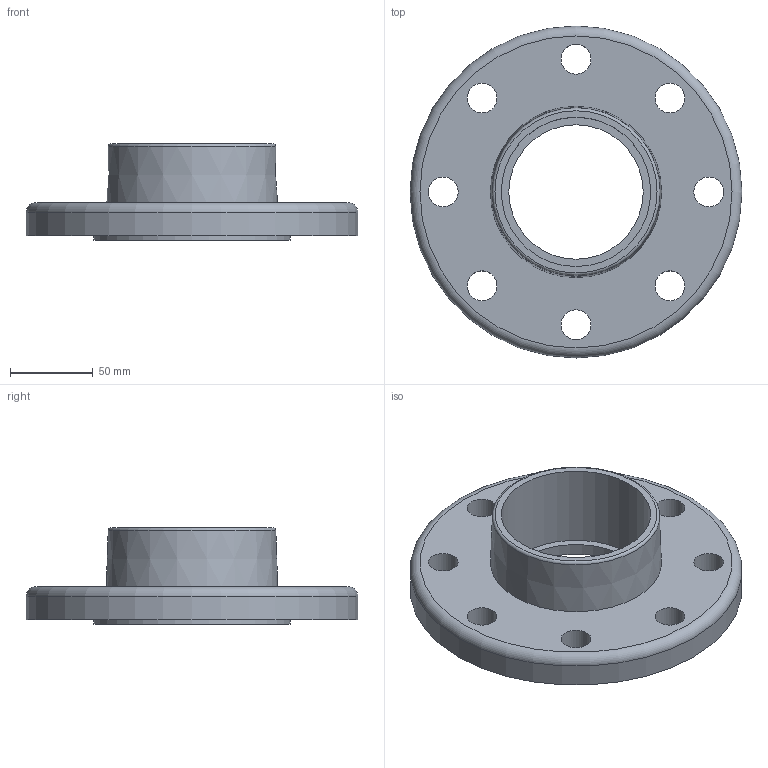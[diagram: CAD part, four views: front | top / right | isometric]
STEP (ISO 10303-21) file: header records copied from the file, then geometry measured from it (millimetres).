
FILE_DESCRIPTION(/* description */ ('Socket Flange, Raised/serrated faces for flat gaskets, FDV, d = 90 mm'),/* implementation_level */ '2;1');
FILE_NAME(/* name */ 'FDV090.ipt.stp',/* time_stamp */ '2013-10-01T14:40:10+02:00',/* author */ ('TraceParts'),/* organization */ ('TraceParts S.A.'),/* preprocessor_version */ 'ST-DEVELOPER v15.2',/* originating_system */ 'Autodesk Inventor 2014',/* authorisation */ '');
FILE_SCHEMA (('AUTOMOTIVE_DESIGN { 1 0 10303 214 3 1 1 }'));
Length unit declared in the file: millimetre
Products named in the file (1): FDV090
Bounding box: 200 x 200 x 58 mm (x, y, z)
Volume: 534985.8 mm3; surface area: 101621.2 mm2
Topology: 1 solids, 1 shells, 36 faces, 67 edges, 44 vertices
Faces by surface type: cylinder 20, plane 13, torus 2, cone 1
Full cylindrical faces by diameter (mm): 18 x8, 81 x1, 85.178 x1, 89.356 x1, 90 x1, 93.533 x1, 97.711 x1, 101.889 x1, 106.067 x1, 110.244 x1, 114.422 x1, 118.6 x1, 200 x1
Entity records: 861 total; most frequent: DIRECTION 162, CARTESIAN_POINT 125, EDGE_LOOP 88, ORIENTED_EDGE 88, AXIS2_PLACEMENT_3D 81, FACE_BOUND 63, CIRCLE 44, VERTEX_POINT 44
